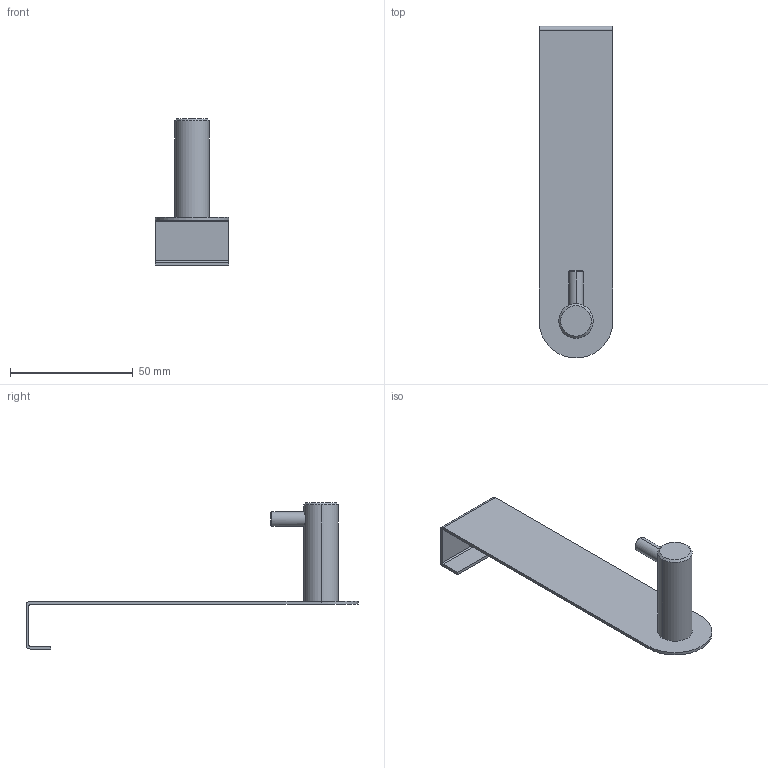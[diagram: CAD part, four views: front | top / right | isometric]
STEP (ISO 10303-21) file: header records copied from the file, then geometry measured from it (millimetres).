
FILE_DESCRIPTION(('Creo Elements/Direct Modeling STEP Export'),'2;1');
FILE_NAME('1983-135.stp','2017-09-07T10:47:50',(''),(''),'Creo Elements/Direct Modeling STEP processor for AP214 (Solid Model)','Creo Elements/Direct Modeling 20.0 12-Nov-2016 (C) Parametric Technology GmbH','');
FILE_SCHEMA(('AUTOMOTIVE_DESIGN { 1 0 10303 214 1 1 1 1 }'));
Length unit declared in the file: millimetre
Products named in the file (1): Blech
Bounding box: 30 x 135 x 59.4 mm (x, y, z)
Volume: 12210.3 mm3; surface area: 11905.3 mm2
Topology: 1 solids, 1 shells, 24 faces, 57 edges, 37 vertices
Faces by surface type: plane 11, cylinder 9, cone 4
Entity records: 1094 total; most frequent: CARTESIAN_POINT 509, DIRECTION 118, ORIENTED_EDGE 114, EDGE_CURVE 57, AXIS2_PLACEMENT_3D 42, VERTEX_POINT 37, VECTOR 34, LINE 34
